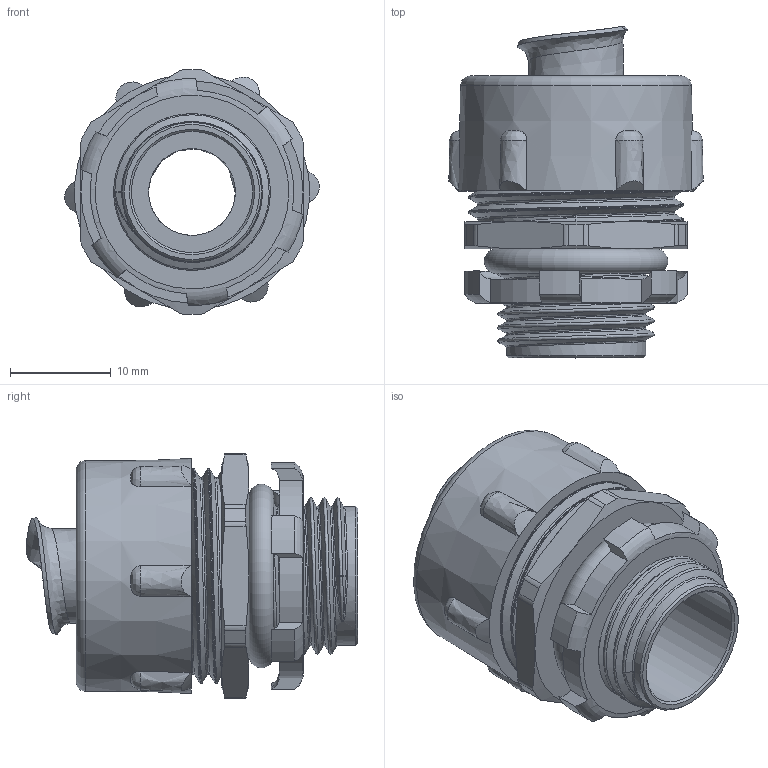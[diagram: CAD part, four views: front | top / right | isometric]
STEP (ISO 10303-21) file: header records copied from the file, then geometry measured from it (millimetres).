
FILE_DESCRIPTION(/* description */ (''),/* implementation_level */ '2;1');
FILE_NAME(/* name */ '',/* time_stamp */ '2025-06-20T15:37:35+07:00',/* author */ ('zeta-82'),/* organization */ (''),/* preprocessor_version */ 'ST-DEVELOPER v19.2',/* originating_system */ 'Autodesk Inventor 2024',/* authorisation */ '');
FILE_SCHEMA (('AUTOMOTIVE_DESIGN { 1 0 10303 214 3 1 1 }'));
Length unit declared in the file: millimetre
Products named in the file (1): ЗЭТА.105.310.000-02 РКН-
10
Bounding box: 25.24 x 32.88 x 24.25 mm (x, y, z)
Volume: 5932.5 mm3; surface area: 5756.5 mm2
Topology: 1 solids, 1 shells, 183 faces, 465 edges, 287 vertices
Faces by surface type: bspline 66, plane 43, cylinder 40, cone 21, torus 13
Full cylindrical faces by diameter (mm): 8.6 x1, 9.4 x1, 12 x1, 13.788 x2, 14 x1, 15 x1, 16 x1, 21.3 x1
Entity records: 11304 total; most frequent: CARTESIAN_POINT 7314, ORIENTED_EDGE 924, DIRECTION 559, EDGE_CURVE 462, VERTEX_POINT 287, AXIS2_PLACEMENT_3D 247, B_SPLINE_CURVE_WITH_KNOTS 232, EDGE_LOOP 194
